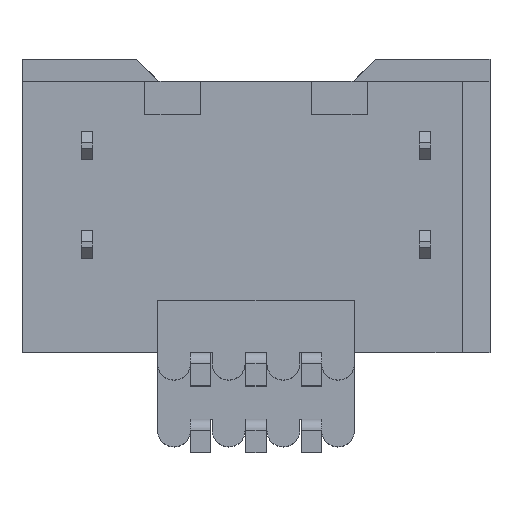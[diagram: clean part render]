
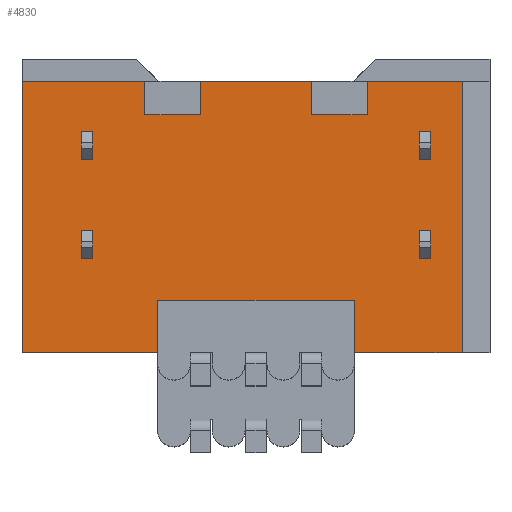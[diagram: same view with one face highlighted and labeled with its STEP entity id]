
A CAD part, top view. The second image highlights one B-rep face of the part: STEP entity #4830.
In plain terms, the highlighted planar face has unit normal (0, 0, 1).
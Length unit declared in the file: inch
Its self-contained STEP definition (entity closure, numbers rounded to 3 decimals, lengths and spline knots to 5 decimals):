
#114=ORIENTED_EDGE('',*,*,#1538,.F.);
#115=ORIENTED_EDGE('',*,*,#1539,.T.);
#116=ORIENTED_EDGE('',*,*,#1540,.F.);
#117=ORIENTED_EDGE('',*,*,#1541,.F.);
#118=ORIENTED_EDGE('',*,*,#1542,.F.);
#119=ORIENTED_EDGE('',*,*,#1543,.T.);
#120=ORIENTED_EDGE('',*,*,#1544,.F.);
#121=ORIENTED_EDGE('',*,*,#1545,.F.);
#122=ORIENTED_EDGE('',*,*,#1546,.F.);
#123=ORIENTED_EDGE('',*,*,#1547,.T.);
#124=ORIENTED_EDGE('',*,*,#1548,.F.);
#125=ORIENTED_EDGE('',*,*,#1549,.F.);
#126=ORIENTED_EDGE('',*,*,#1550,.F.);
#127=ORIENTED_EDGE('',*,*,#1551,.T.);
#128=ORIENTED_EDGE('',*,*,#1552,.F.);
#129=ORIENTED_EDGE('',*,*,#1553,.F.);
#130=ORIENTED_EDGE('',*,*,#1554,.F.);
#131=ORIENTED_EDGE('',*,*,#1555,.T.);
#132=ORIENTED_EDGE('',*,*,#1556,.F.);
#133=ORIENTED_EDGE('',*,*,#1557,.F.);
#134=ORIENTED_EDGE('',*,*,#1558,.F.);
#135=ORIENTED_EDGE('',*,*,#1559,.T.);
#136=ORIENTED_EDGE('',*,*,#1560,.T.);
#137=ORIENTED_EDGE('',*,*,#1561,.T.);
#138=ORIENTED_EDGE('',*,*,#1562,.F.);
#139=ORIENTED_EDGE('',*,*,#1563,.F.);
#140=ORIENTED_EDGE('',*,*,#1564,.T.);
#141=ORIENTED_EDGE('',*,*,#1565,.T.);
#142=ORIENTED_EDGE('',*,*,#1566,.F.);
#143=ORIENTED_EDGE('',*,*,#1567,.T.);
#144=ORIENTED_EDGE('',*,*,#1568,.F.);
#145=ORIENTED_EDGE('',*,*,#1569,.F.);
#1538=EDGE_CURVE('',#2250,#2251,#2723,.T.);
#1539=EDGE_CURVE('',#2250,#2252,#2724,.T.);
#1540=EDGE_CURVE('',#2253,#2252,#2725,.T.);
#1541=EDGE_CURVE('',#2251,#2253,#2726,.T.);
#1542=EDGE_CURVE('',#2254,#2255,#2727,.T.);
#1543=EDGE_CURVE('',#2254,#2256,#2728,.T.);
#1544=EDGE_CURVE('',#2257,#2256,#2729,.T.);
#1545=EDGE_CURVE('',#2255,#2257,#2730,.T.);
#1546=EDGE_CURVE('',#2258,#2259,#2731,.T.);
#1547=EDGE_CURVE('',#2258,#2260,#2732,.T.);
#1548=EDGE_CURVE('',#2261,#2260,#2733,.T.);
#1549=EDGE_CURVE('',#2259,#2261,#2734,.T.);
#1550=EDGE_CURVE('',#2262,#2263,#2735,.T.);
#1551=EDGE_CURVE('',#2262,#2264,#2736,.T.);
#1552=EDGE_CURVE('',#2265,#2264,#2737,.T.);
#1553=EDGE_CURVE('',#2263,#2265,#2738,.T.);
#1554=EDGE_CURVE('',#2266,#2267,#2739,.T.);
#1555=EDGE_CURVE('',#2266,#2268,#2740,.T.);
#1556=EDGE_CURVE('',#2269,#2268,#2741,.T.);
#1557=EDGE_CURVE('',#2270,#2269,#2742,.T.);
#1558=EDGE_CURVE('',#2271,#2270,#2743,.T.);
#1559=EDGE_CURVE('',#2271,#2272,#2744,.T.);
#1560=EDGE_CURVE('',#2272,#2273,#2745,.T.);
#1561=EDGE_CURVE('',#2273,#2274,#2746,.T.);
#1562=EDGE_CURVE('',#2275,#2274,#2747,.T.);
#1563=EDGE_CURVE('',#2276,#2275,#2748,.T.);
#1564=EDGE_CURVE('',#2276,#2277,#2749,.T.);
#1565=EDGE_CURVE('',#2277,#2278,#2750,.T.);
#1566=EDGE_CURVE('',#2279,#2278,#2751,.T.);
#1567=EDGE_CURVE('',#2279,#2280,#2752,.T.);
#1568=EDGE_CURVE('',#2281,#2280,#2753,.T.);
#1569=EDGE_CURVE('',#2267,#2281,#2754,.T.);
#2250=VERTEX_POINT('',#6735);
#2251=VERTEX_POINT('',#6736);
#2252=VERTEX_POINT('',#6738);
#2253=VERTEX_POINT('',#6740);
#2254=VERTEX_POINT('',#6743);
#2255=VERTEX_POINT('',#6744);
#2256=VERTEX_POINT('',#6746);
#2257=VERTEX_POINT('',#6748);
#2258=VERTEX_POINT('',#6751);
#2259=VERTEX_POINT('',#6752);
#2260=VERTEX_POINT('',#6754);
#2261=VERTEX_POINT('',#6756);
#2262=VERTEX_POINT('',#6759);
#2263=VERTEX_POINT('',#6760);
#2264=VERTEX_POINT('',#6762);
#2265=VERTEX_POINT('',#6764);
#2266=VERTEX_POINT('',#6767);
#2267=VERTEX_POINT('',#6768);
#2268=VERTEX_POINT('',#6770);
#2269=VERTEX_POINT('',#6772);
#2270=VERTEX_POINT('',#6774);
#2271=VERTEX_POINT('',#6776);
#2272=VERTEX_POINT('',#6778);
#2273=VERTEX_POINT('',#6780);
#2274=VERTEX_POINT('',#6782);
#2275=VERTEX_POINT('',#6784);
#2276=VERTEX_POINT('',#6786);
#2277=VERTEX_POINT('',#6788);
#2278=VERTEX_POINT('',#6790);
#2279=VERTEX_POINT('',#6792);
#2280=VERTEX_POINT('',#6794);
#2281=VERTEX_POINT('',#6796);
#2723=LINE('',#6734,#3383);
#2724=LINE('',#6737,#3384);
#2725=LINE('',#6739,#3385);
#2726=LINE('',#6741,#3386);
#2727=LINE('',#6742,#3387);
#2728=LINE('',#6745,#3388);
#2729=LINE('',#6747,#3389);
#2730=LINE('',#6749,#3390);
#2731=LINE('',#6750,#3391);
#2732=LINE('',#6753,#3392);
#2733=LINE('',#6755,#3393);
#2734=LINE('',#6757,#3394);
#2735=LINE('',#6758,#3395);
#2736=LINE('',#6761,#3396);
#2737=LINE('',#6763,#3397);
#2738=LINE('',#6765,#3398);
#2739=LINE('',#6766,#3399);
#2740=LINE('',#6769,#3400);
#2741=LINE('',#6771,#3401);
#2742=LINE('',#6773,#3402);
#2743=LINE('',#6775,#3403);
#2744=LINE('',#6777,#3404);
#2745=LINE('',#6779,#3405);
#2746=LINE('',#6781,#3406);
#2747=LINE('',#6783,#3407);
#2748=LINE('',#6785,#3408);
#2749=LINE('',#6787,#3409);
#2750=LINE('',#6789,#3410);
#2751=LINE('',#6791,#3411);
#2752=LINE('',#6793,#3412);
#2753=LINE('',#6795,#3413);
#2754=LINE('',#6797,#3414);
#3383=VECTOR('',#5446,39.37008);
#3384=VECTOR('',#5447,39.37008);
#3385=VECTOR('',#5448,39.37008);
#3386=VECTOR('',#5449,39.37008);
#3387=VECTOR('',#5450,39.37008);
#3388=VECTOR('',#5451,39.37008);
#3389=VECTOR('',#5452,39.37008);
#3390=VECTOR('',#5453,39.37008);
#3391=VECTOR('',#5454,39.37008);
#3392=VECTOR('',#5455,39.37008);
#3393=VECTOR('',#5456,39.37008);
#3394=VECTOR('',#5457,39.37008);
#3395=VECTOR('',#5458,39.37008);
#3396=VECTOR('',#5459,39.37008);
#3397=VECTOR('',#5460,39.37008);
#3398=VECTOR('',#5461,39.37008);
#3399=VECTOR('',#5462,39.37008);
#3400=VECTOR('',#5463,39.37008);
#3401=VECTOR('',#5464,39.37008);
#3402=VECTOR('',#5465,39.37008);
#3403=VECTOR('',#5466,39.37008);
#3404=VECTOR('',#5467,39.37008);
#3405=VECTOR('',#5468,39.37008);
#3406=VECTOR('',#5469,39.37008);
#3407=VECTOR('',#5470,39.37008);
#3408=VECTOR('',#5471,39.37008);
#3409=VECTOR('',#5472,39.37008);
#3410=VECTOR('',#5473,39.37008);
#3411=VECTOR('',#5474,39.37008);
#3412=VECTOR('',#5475,39.37008);
#3413=VECTOR('',#5476,39.37008);
#3414=VECTOR('',#5477,39.37008);
#4043=EDGE_LOOP('',(#114,#115,#116,#117));
#4044=EDGE_LOOP('',(#118,#119,#120,#121));
#4045=EDGE_LOOP('',(#122,#123,#124,#125));
#4046=EDGE_LOOP('',(#126,#127,#128,#129));
#4047=EDGE_LOOP('',(#130,#131,#132,#133,#134,#135,#136,#137,#138,#139,#140,
#141,#142,#143,#144,#145));
#4320=FACE_BOUND('',#4043,.T.);
#4321=FACE_BOUND('',#4044,.T.);
#4322=FACE_BOUND('',#4045,.T.);
#4323=FACE_BOUND('',#4046,.T.);
#4324=FACE_BOUND('',#4047,.T.);
#4597=PLANE('',#5128);
#4830=ADVANCED_FACE('',(#4320,#4321,#4322,#4323,#4324),#4597,.F.);
#5128=AXIS2_PLACEMENT_3D('',#6733,#5444,#5445);
#5444=DIRECTION('',(0.,0.,-1.));
#5445=DIRECTION('',(-1.,0.,0.));
#5446=DIRECTION('',(-1.,0.,0.));
#5447=DIRECTION('',(0.,-1.,0.));
#5448=DIRECTION('',(1.,0.,0.));
#5449=DIRECTION('',(0.,-1.,0.));
#5450=DIRECTION('',(-1.,0.,0.));
#5451=DIRECTION('',(0.,-1.,0.));
#5452=DIRECTION('',(1.,0.,0.));
#5453=DIRECTION('',(0.,-1.,0.));
#5454=DIRECTION('',(-1.,0.,0.));
#5455=DIRECTION('',(0.,-1.,0.));
#5456=DIRECTION('',(1.,0.,0.));
#5457=DIRECTION('',(0.,-1.,0.));
#5458=DIRECTION('',(-1.,0.,0.));
#5459=DIRECTION('',(0.,-1.,0.));
#5460=DIRECTION('',(1.,0.,0.));
#5461=DIRECTION('',(0.,-1.,0.));
#5462=DIRECTION('',(0.,-1.,0.));
#5463=DIRECTION('',(-1.,0.,0.));
#5464=DIRECTION('',(0.,1.,0.));
#5465=DIRECTION('',(1.,0.,0.));
#5466=DIRECTION('',(0.,-1.,0.));
#5467=DIRECTION('',(-1.,0.,0.));
#5468=DIRECTION('',(0.,-1.,0.));
#5469=DIRECTION('',(1.,0.,0.));
#5470=DIRECTION('',(0.,-1.,0.));
#5471=DIRECTION('',(-1.,0.,0.));
#5472=DIRECTION('',(0.,-1.,0.));
#5473=DIRECTION('',(1.,0.,0.));
#5474=DIRECTION('',(0.,-1.,0.));
#5475=DIRECTION('',(-1.,0.,0.));
#5476=DIRECTION('',(0.,1.,0.));
#5477=DIRECTION('',(1.,0.,0.));
#6733=CARTESIAN_POINT('',(-0.2105,0.264,0.1125));
#6734=CARTESIAN_POINT('',(-0.2105,0.1985,0.1125));
#6735=CARTESIAN_POINT('',(0.157,0.1985,0.1125));
#6736=CARTESIAN_POINT('',(0.147,0.1985,0.1125));
#6737=CARTESIAN_POINT('',(0.157,0.264,0.1125));
#6738=CARTESIAN_POINT('',(0.157,0.1735,0.1125));
#6739=CARTESIAN_POINT('',(-0.2105,0.1735,0.1125));
#6740=CARTESIAN_POINT('',(0.147,0.1735,0.1125));
#6741=CARTESIAN_POINT('',(0.147,0.264,0.1125));
#6742=CARTESIAN_POINT('',(-0.2105,0.1095,0.1125));
#6743=CARTESIAN_POINT('',(0.157,0.1095,0.1125));
#6744=CARTESIAN_POINT('',(0.147,0.1095,0.1125));
#6745=CARTESIAN_POINT('',(0.157,0.264,0.1125));
#6746=CARTESIAN_POINT('',(0.157,0.0845,0.1125));
#6747=CARTESIAN_POINT('',(-0.2105,0.0845,0.1125));
#6748=CARTESIAN_POINT('',(0.147,0.0845,0.1125));
#6749=CARTESIAN_POINT('',(0.147,0.264,0.1125));
#6750=CARTESIAN_POINT('',(-0.2105,0.1985,0.1125));
#6751=CARTESIAN_POINT('',(-0.147,0.1985,0.1125));
#6752=CARTESIAN_POINT('',(-0.157,0.1985,0.1125));
#6753=CARTESIAN_POINT('',(-0.147,0.264,0.1125));
#6754=CARTESIAN_POINT('',(-0.147,0.1735,0.1125));
#6755=CARTESIAN_POINT('',(-0.2105,0.1735,0.1125));
#6756=CARTESIAN_POINT('',(-0.157,0.1735,0.1125));
#6757=CARTESIAN_POINT('',(-0.157,0.264,0.1125));
#6758=CARTESIAN_POINT('',(-0.2105,0.1095,0.1125));
#6759=CARTESIAN_POINT('',(-0.147,0.1095,0.1125));
#6760=CARTESIAN_POINT('',(-0.157,0.1095,0.1125));
#6761=CARTESIAN_POINT('',(-0.147,0.264,0.1125));
#6762=CARTESIAN_POINT('',(-0.147,0.0845,0.1125));
#6763=CARTESIAN_POINT('',(-0.2105,0.0845,0.1125));
#6764=CARTESIAN_POINT('',(-0.157,0.0845,0.1125));
#6765=CARTESIAN_POINT('',(-0.157,0.264,0.1125));
#6766=CARTESIAN_POINT('',(0.05,0.264,0.1125));
#6767=CARTESIAN_POINT('',(0.05,0.244,0.1125));
#6768=CARTESIAN_POINT('',(0.05,0.214,0.1125));
#6769=CARTESIAN_POINT('',(0.25,0.244,0.1125));
#6770=CARTESIAN_POINT('',(-0.05,0.244,0.1125));
#6771=CARTESIAN_POINT('',(-0.05,0.264,0.1125));
#6772=CARTESIAN_POINT('',(-0.05,0.214,0.1125));
#6773=CARTESIAN_POINT('',(-0.2105,0.214,0.1125));
#6774=CARTESIAN_POINT('',(-0.1,0.214,0.1125));
#6775=CARTESIAN_POINT('',(-0.1,0.264,0.1125));
#6776=CARTESIAN_POINT('',(-0.1,0.244,0.1125));
#6777=CARTESIAN_POINT('',(0.25,0.244,0.1125));
#6778=CARTESIAN_POINT('',(-0.2105,0.244,0.1125));
#6779=CARTESIAN_POINT('',(-0.2105,0.264,0.1125));
#6780=CARTESIAN_POINT('',(-0.2105,0.,0.1125));
#6781=CARTESIAN_POINT('',(-0.2105,0.,0.1125));
#6782=CARTESIAN_POINT('',(-0.0885,0.,0.1125));
#6783=CARTESIAN_POINT('',(-0.0885,0.047,0.1125));
#6784=CARTESIAN_POINT('',(-0.0885,0.047,0.1125));
#6785=CARTESIAN_POINT('',(0.0885,0.047,0.1125));
#6786=CARTESIAN_POINT('',(0.0885,0.047,0.1125));
#6787=CARTESIAN_POINT('',(0.0885,0.047,0.1125));
#6788=CARTESIAN_POINT('',(0.0885,0.,0.1125));
#6789=CARTESIAN_POINT('',(-0.2105,0.,0.1125));
#6790=CARTESIAN_POINT('',(0.1855,0.,0.1125));
#6791=CARTESIAN_POINT('',(0.1855,0.264,0.1125));
#6792=CARTESIAN_POINT('',(0.1855,0.244,0.1125));
#6793=CARTESIAN_POINT('',(0.25,0.244,0.1125));
#6794=CARTESIAN_POINT('',(0.1,0.244,0.1125));
#6795=CARTESIAN_POINT('',(0.1,0.264,0.1125));
#6796=CARTESIAN_POINT('',(0.1,0.214,0.1125));
#6797=CARTESIAN_POINT('',(-0.2105,0.214,0.1125));
